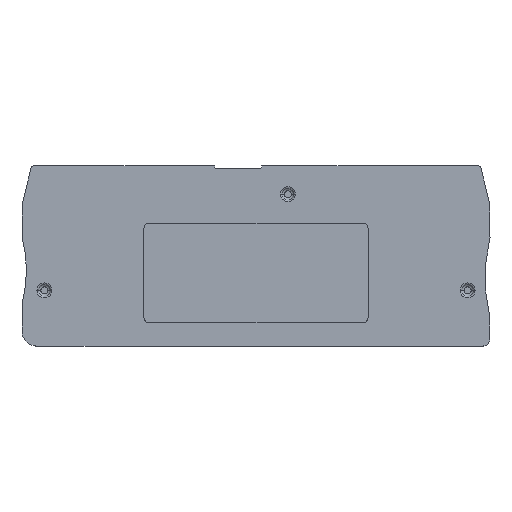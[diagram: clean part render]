
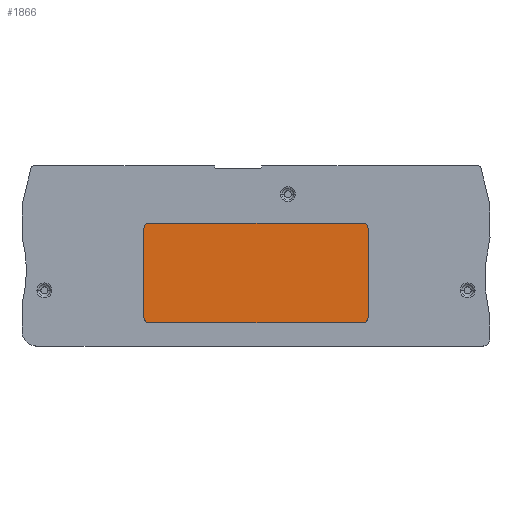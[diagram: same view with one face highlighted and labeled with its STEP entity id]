
A CAD part, top view. The second image highlights one B-rep face of the part: STEP entity #1866.
In plain terms, the highlighted planar face has unit normal (0, 0, 1).
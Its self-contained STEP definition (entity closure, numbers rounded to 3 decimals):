
#663=CARTESIAN_POINT('',(-22.9,23.7,2.));
#664=DIRECTION('',(0.,0.,1.));
#665=DIRECTION('',(0.,1.,0.));
#666=AXIS2_PLACEMENT_3D('',#663,#664,#665);
#668=DIRECTION('',(-1.,0.,0.));
#669=VECTOR('',#668,43.);
#670=CARTESIAN_POINT('',(20.1,24.7,2.));
#671=LINE('',#670,#669);
#672=CARTESIAN_POINT('',(20.1,23.7,2.));
#673=DIRECTION('',(0.,0.,1.));
#674=DIRECTION('',(1.,0.,0.));
#675=AXIS2_PLACEMENT_3D('',#672,#673,#674);
#677=DIRECTION('',(0.,1.,0.));
#678=VECTOR('',#677,18.);
#679=CARTESIAN_POINT('',(21.1,5.7,2.));
#680=LINE('',#679,#678);
#681=CARTESIAN_POINT('',(20.1,5.7,2.));
#682=DIRECTION('',(0.,0.,1.));
#683=DIRECTION('',(0.,-1.,0.));
#684=AXIS2_PLACEMENT_3D('',#681,#682,#683);
#686=DIRECTION('',(1.,0.,0.));
#687=VECTOR('',#686,43.);
#688=CARTESIAN_POINT('',(-22.9,4.7,2.));
#689=LINE('',#688,#687);
#690=CARTESIAN_POINT('',(-22.9,5.7,2.));
#691=DIRECTION('',(0.,0.,1.));
#692=DIRECTION('',(-1.,0.,0.));
#693=AXIS2_PLACEMENT_3D('',#690,#691,#692);
#695=DIRECTION('',(0.,-1.,0.));
#696=VECTOR('',#695,18.);
#697=CARTESIAN_POINT('',(-23.9,23.7,2.));
#698=LINE('',#697,#696);
#1010=CARTESIAN_POINT('',(-22.9,24.7,2.));
#1011=CARTESIAN_POINT('',(-23.9,23.7,2.));
#1012=VERTEX_POINT('',#1010);
#1013=VERTEX_POINT('',#1011);
#1018=CARTESIAN_POINT('',(21.1,23.7,2.));
#1019=CARTESIAN_POINT('',(20.1,24.7,2.));
#1020=VERTEX_POINT('',#1018);
#1021=VERTEX_POINT('',#1019);
#1026=CARTESIAN_POINT('',(20.1,4.7,2.));
#1027=CARTESIAN_POINT('',(21.1,5.7,2.));
#1028=VERTEX_POINT('',#1026);
#1029=VERTEX_POINT('',#1027);
#1034=CARTESIAN_POINT('',(-23.9,5.7,2.));
#1035=CARTESIAN_POINT('',(-22.9,4.7,2.));
#1036=VERTEX_POINT('',#1034);
#1037=VERTEX_POINT('',#1035);
#1845=CARTESIAN_POINT('',(0.,0.,2.));
#1846=DIRECTION('',(0.,0.,1.));
#1847=DIRECTION('',(1.,0.,0.));
#1848=AXIS2_PLACEMENT_3D('',#1845,#1846,#1847);
#1849=PLANE('',#1848);
#1851=ORIENTED_EDGE('',*,*,#1850,.F.);
#1853=ORIENTED_EDGE('',*,*,#1852,.F.);
#1854=ORIENTED_EDGE('',*,*,#1836,.F.);
#1855=ORIENTED_EDGE('',*,*,#1826,.F.);
#1857=ORIENTED_EDGE('',*,*,#1856,.F.);
#1859=ORIENTED_EDGE('',*,*,#1858,.F.);
#1861=ORIENTED_EDGE('',*,*,#1860,.F.);
#1863=ORIENTED_EDGE('',*,*,#1862,.F.);
#1864=EDGE_LOOP('',(#1851,#1853,#1854,#1855,#1857,#1859,#1861,#1863));
#1865=FACE_OUTER_BOUND('',#1864,.F.);
#1866=ADVANCED_FACE('',(#1865),#1849,.T.);
#667=CIRCLE('',#666,1.);
#676=CIRCLE('',#675,1.);
#685=CIRCLE('',#684,1.);
#694=CIRCLE('',#693,1.);
#1826=EDGE_CURVE('',#1029,#1020,#680,.T.);
#1836=EDGE_CURVE('',#1020,#1021,#676,.T.);
#1850=EDGE_CURVE('',#1012,#1013,#667,.T.);
#1852=EDGE_CURVE('',#1021,#1012,#671,.T.);
#1856=EDGE_CURVE('',#1028,#1029,#685,.T.);
#1858=EDGE_CURVE('',#1037,#1028,#689,.T.);
#1860=EDGE_CURVE('',#1036,#1037,#694,.T.);
#1862=EDGE_CURVE('',#1013,#1036,#698,.T.);
